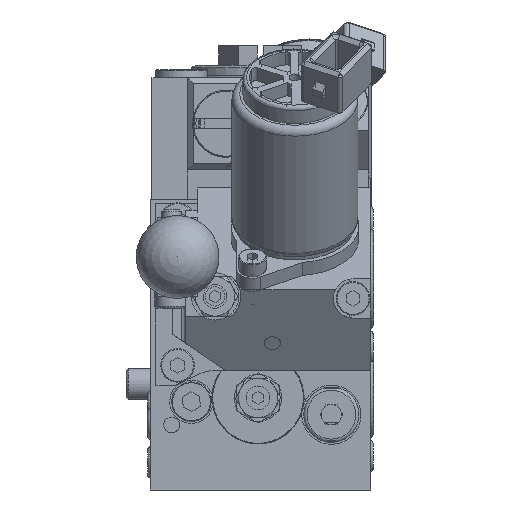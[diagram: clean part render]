
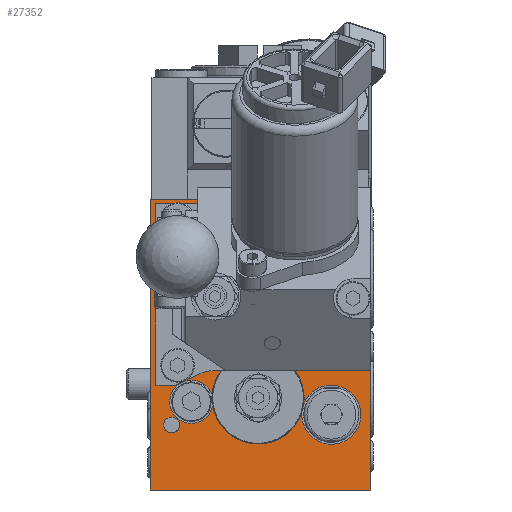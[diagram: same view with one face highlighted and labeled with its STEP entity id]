
A CAD part, front view. The second image highlights one B-rep face of the part: STEP entity #27352.
In plain terms, the highlighted planar face has unit normal (0, -1, 0).
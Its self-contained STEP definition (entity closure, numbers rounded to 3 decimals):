
#2038=LINE('',#48325,#4221);
#2056=LINE('',#48384,#4239);
#2057=LINE('',#48386,#4240);
#2058=LINE('',#48389,#4241);
#2059=LINE('',#48391,#4242);
#2060=LINE('',#48393,#4243);
#2061=LINE('',#48402,#4244);
#2062=LINE('',#48406,#4245);
#2063=LINE('',#48408,#4246);
#2064=LINE('',#48412,#4247);
#2065=LINE('',#48414,#4248);
#2066=LINE('',#48415,#4249);
#2067=LINE('',#48419,#4250);
#2068=LINE('',#48421,#4251);
#2069=LINE('',#48425,#4252);
#2070=LINE('',#48427,#4253);
#4221=VECTOR('',#39999,1000.);
#4239=VECTOR('',#40037,1000.);
#4240=VECTOR('',#40040,1000.);
#4241=VECTOR('',#40041,1000.);
#4242=VECTOR('',#40042,1000.);
#4243=VECTOR('',#40043,1000.);
#4244=VECTOR('',#40052,1000.);
#4245=VECTOR('',#40055,1000.);
#4246=VECTOR('',#40056,1000.);
#4247=VECTOR('',#40059,1000.);
#4248=VECTOR('',#40060,1000.);
#4249=VECTOR('',#40061,1000.);
#4250=VECTOR('',#40064,1000.);
#4251=VECTOR('',#40065,1000.);
#4252=VECTOR('',#40068,1000.);
#4253=VECTOR('',#40069,1000.);
#6431=ORIENTED_EDGE('',*,*,#13934,.T.);
#6432=ORIENTED_EDGE('',*,*,#13935,.T.);
#6433=ORIENTED_EDGE('',*,*,#13936,.T.);
#6434=ORIENTED_EDGE('',*,*,#13937,.T.);
#6435=ORIENTED_EDGE('',*,*,#13938,.T.);
#6436=ORIENTED_EDGE('',*,*,#13939,.T.);
#6437=ORIENTED_EDGE('',*,*,#13940,.T.);
#6438=ORIENTED_EDGE('',*,*,#13941,.T.);
#6439=ORIENTED_EDGE('',*,*,#13933,.F.);
#6440=ORIENTED_EDGE('',*,*,#13942,.T.);
#6441=ORIENTED_EDGE('',*,*,#13943,.T.);
#6442=ORIENTED_EDGE('',*,*,#13944,.T.);
#6443=ORIENTED_EDGE('',*,*,#13945,.T.);
#6444=ORIENTED_EDGE('',*,*,#13946,.T.);
#6445=ORIENTED_EDGE('',*,*,#13947,.T.);
#6446=ORIENTED_EDGE('',*,*,#13948,.T.);
#6447=ORIENTED_EDGE('',*,*,#13909,.F.);
#6448=ORIENTED_EDGE('',*,*,#13949,.T.);
#6449=ORIENTED_EDGE('',*,*,#13950,.T.);
#6450=ORIENTED_EDGE('',*,*,#13951,.T.);
#6451=ORIENTED_EDGE('',*,*,#13952,.T.);
#6452=ORIENTED_EDGE('',*,*,#13953,.T.);
#6453=ORIENTED_EDGE('',*,*,#13954,.T.);
#6454=ORIENTED_EDGE('',*,*,#13955,.T.);
#6455=ORIENTED_EDGE('',*,*,#13956,.T.);
#6456=ORIENTED_EDGE('',*,*,#13957,.T.);
#6457=ORIENTED_EDGE('',*,*,#13958,.T.);
#6458=ORIENTED_EDGE('',*,*,#13959,.T.);
#6459=ORIENTED_EDGE('',*,*,#13960,.T.);
#13909=EDGE_CURVE('',#17661,#17662,#2038,.T.);
#13933=EDGE_CURVE('',#17683,#17679,#2056,.T.);
#13934=EDGE_CURVE('',#17684,#17685,#2057,.T.);
#13935=EDGE_CURVE('',#17685,#17686,#2058,.T.);
#13936=EDGE_CURVE('',#17686,#17687,#2059,.T.);
#13937=EDGE_CURVE('',#17687,#17684,#2060,.T.);
#13938=EDGE_CURVE('',#17688,#17688,#20335,.T.);
#13939=EDGE_CURVE('',#17689,#17689,#20336,.T.);
#13940=EDGE_CURVE('',#17690,#17690,#20337,.T.);
#13941=EDGE_CURVE('',#17691,#17691,#20338,.T.);
#13942=EDGE_CURVE('',#17683,#17692,#2061,.T.);
#13943=EDGE_CURVE('',#17692,#17693,#20339,.F.);
#13944=EDGE_CURVE('',#17693,#17694,#2062,.T.);
#13945=EDGE_CURVE('',#17694,#17695,#2063,.T.);
#13946=EDGE_CURVE('',#17695,#17696,#20340,.F.);
#13947=EDGE_CURVE('',#17696,#17697,#2064,.T.);
#13948=EDGE_CURVE('',#17697,#17662,#2065,.T.);
#13949=EDGE_CURVE('',#17661,#17698,#2066,.T.);
#13950=EDGE_CURVE('',#17698,#17699,#20341,.T.);
#13951=EDGE_CURVE('',#17699,#17700,#2067,.T.);
#13952=EDGE_CURVE('',#17700,#17701,#2068,.T.);
#13953=EDGE_CURVE('',#17701,#17702,#20342,.T.);
#13954=EDGE_CURVE('',#17702,#17703,#2069,.T.);
#13955=EDGE_CURVE('',#17703,#17704,#2070,.T.);
#13956=EDGE_CURVE('',#17704,#17705,#20343,.T.);
#13957=EDGE_CURVE('',#17705,#17706,#20344,.T.);
#13958=EDGE_CURVE('',#17706,#17707,#20345,.T.);
#13959=EDGE_CURVE('',#17707,#17708,#20346,.T.);
#13960=EDGE_CURVE('',#17708,#17679,#20347,.T.);
#17661=VERTEX_POINT('',#48324);
#17662=VERTEX_POINT('',#48326);
#17679=VERTEX_POINT('',#48375);
#17683=VERTEX_POINT('',#48383);
#17684=VERTEX_POINT('',#48387);
#17685=VERTEX_POINT('',#48388);
#17686=VERTEX_POINT('',#48390);
#17687=VERTEX_POINT('',#48392);
#17688=VERTEX_POINT('',#48395);
#17689=VERTEX_POINT('',#48397);
#17690=VERTEX_POINT('',#48399);
#17691=VERTEX_POINT('',#48401);
#17692=VERTEX_POINT('',#48403);
#17693=VERTEX_POINT('',#48405);
#17694=VERTEX_POINT('',#48407);
#17695=VERTEX_POINT('',#48409);
#17696=VERTEX_POINT('',#48411);
#17697=VERTEX_POINT('',#48413);
#17698=VERTEX_POINT('',#48416);
#17699=VERTEX_POINT('',#48418);
#17700=VERTEX_POINT('',#48420);
#17701=VERTEX_POINT('',#48422);
#17702=VERTEX_POINT('',#48424);
#17703=VERTEX_POINT('',#48426);
#17704=VERTEX_POINT('',#48428);
#17705=VERTEX_POINT('',#48430);
#17706=VERTEX_POINT('',#48432);
#17707=VERTEX_POINT('',#48434);
#17708=VERTEX_POINT('',#48436);
#20335=CIRCLE('',#36934,2.067);
#20336=CIRCLE('',#36935,2.067);
#20337=CIRCLE('',#36936,2.);
#20338=CIRCLE('',#36937,2.);
#20339=CIRCLE('',#36938,9.5);
#20340=CIRCLE('',#36939,9.5);
#20341=CIRCLE('',#36940,2.);
#20342=CIRCLE('',#36941,2.067);
#20343=CIRCLE('',#36942,11.7);
#20344=CIRCLE('',#36943,7.5);
#20345=CIRCLE('',#36944,11.7);
#20346=CIRCLE('',#36945,5.5);
#20347=CIRCLE('',#36946,11.7);
#21404=EDGE_LOOP('',(#6431,#6432,#6433,#6434));
#21405=EDGE_LOOP('',(#6435));
#21406=EDGE_LOOP('',(#6436));
#21407=EDGE_LOOP('',(#6437));
#21408=EDGE_LOOP('',(#6438));
#21409=EDGE_LOOP('',(#6439,#6440,#6441,#6442,#6443,#6444,#6445,#6446,#6447,
#6448,#6449,#6450,#6451,#6452,#6453,#6454,#6455,#6456,#6457,#6458,#6459));
#23858=FACE_BOUND('',#21404,.T.);
#23859=FACE_BOUND('',#21405,.T.);
#23860=FACE_BOUND('',#21406,.T.);
#23861=FACE_BOUND('',#21407,.T.);
#23862=FACE_BOUND('',#21408,.T.);
#23863=FACE_BOUND('',#21409,.T.);
#26320=PLANE('',#36933);
#27352=ADVANCED_FACE('',(#23858,#23859,#23860,#23861,#23862,#23863),#26320,
 .T.);
#36933=AXIS2_PLACEMENT_3D('',#48385,#40038,#40039);
#36934=AXIS2_PLACEMENT_3D('',#48394,#40044,#40045);
#36935=AXIS2_PLACEMENT_3D('',#48396,#40046,#40047);
#36936=AXIS2_PLACEMENT_3D('',#48398,#40048,#40049);
#36937=AXIS2_PLACEMENT_3D('',#48400,#40050,#40051);
#36938=AXIS2_PLACEMENT_3D('',#48404,#40053,#40054);
#36939=AXIS2_PLACEMENT_3D('',#48410,#40057,#40058);
#36940=AXIS2_PLACEMENT_3D('',#48417,#40062,#40063);
#36941=AXIS2_PLACEMENT_3D('',#48423,#40066,#40067);
#36942=AXIS2_PLACEMENT_3D('',#48429,#40070,#40071);
#36943=AXIS2_PLACEMENT_3D('',#48431,#40072,#40073);
#36944=AXIS2_PLACEMENT_3D('',#48433,#40074,#40075);
#36945=AXIS2_PLACEMENT_3D('',#48435,#40076,#40077);
#36946=AXIS2_PLACEMENT_3D('',#48437,#40078,#40079);
#39999=DIRECTION('',(0.,0.,-1.));
#40037=DIRECTION('',(0.,0.,-1.));
#40038=DIRECTION('',(0.,-1.,0.));
#40039=DIRECTION('',(0.,0.,-1.));
#40040=DIRECTION('',(0.,0.,-1.));
#40041=DIRECTION('',(1.,0.,0.));
#40042=DIRECTION('',(0.,0.,1.));
#40043=DIRECTION('',(-1.,0.,0.));
#40044=DIRECTION('',(0.,1.,0.));
#40045=DIRECTION('',(0.,0.,-1.));
#40046=DIRECTION('',(0.,1.,0.));
#40047=DIRECTION('',(0.,0.,-1.));
#40048=DIRECTION('',(0.,1.,0.));
#40049=DIRECTION('',(0.,0.,-1.));
#40050=DIRECTION('',(0.,1.,0.));
#40051=DIRECTION('',(0.,0.,-1.));
#40052=DIRECTION('',(-1.,0.,0.));
#40053=DIRECTION('',(0.,-1.,0.));
#40054=DIRECTION('',(0.,0.,-1.));
#40055=DIRECTION('',(-1.,0.,0.));
#40056=DIRECTION('',(0.,0.,1.));
#40057=DIRECTION('',(0.,-1.,0.));
#40058=DIRECTION('',(0.,0.,-1.));
#40059=DIRECTION('',(0.,0.,1.));
#40060=DIRECTION('',(1.,0.,0.));
#40061=DIRECTION('',(1.,0.,0.));
#40062=DIRECTION('',(0.,1.,0.));
#40063=DIRECTION('',(0.,0.,-1.));
#40064=DIRECTION('',(1.,0.,0.));
#40065=DIRECTION('',(0.,0.,-1.));
#40066=DIRECTION('',(0.,1.,0.));
#40067=DIRECTION('',(0.,0.,-1.));
#40068=DIRECTION('',(0.,0.,-1.));
#40069=DIRECTION('',(-1.,0.,0.));
#40070=DIRECTION('',(0.,1.,0.));
#40071=DIRECTION('',(0.,0.,-1.));
#40072=DIRECTION('',(0.,1.,0.));
#40073=DIRECTION('',(0.,0.,-1.));
#40074=DIRECTION('',(0.,1.,0.));
#40075=DIRECTION('',(0.,0.,-1.));
#40076=DIRECTION('',(0.,1.,0.));
#40077=DIRECTION('',(0.,0.,-1.));
#40078=DIRECTION('',(0.,1.,0.));
#40079=DIRECTION('',(0.,0.,-1.));
#48324=CARTESIAN_POINT('',(-1.584,-68.,32.883));
#48325=CARTESIAN_POINT('',(-1.584,-68.,0.));
#48326=CARTESIAN_POINT('',(-1.584,-68.,27.365));
#48375=CARTESIAN_POINT('',(-1.584,-68.,-1.791));
#48383=CARTESIAN_POINT('',(-1.584,-68.,4.728));
#48384=CARTESIAN_POINT('',(-1.584,-68.,0.));
#48385=CARTESIAN_POINT('',(0.,-68.,0.));
#48386=CARTESIAN_POINT('',(-28.,-68.,36.8));
#48387=CARTESIAN_POINT('',(-28.,-68.,36.8));
#48388=CARTESIAN_POINT('',(-28.,-68.,-36.8));
#48389=CARTESIAN_POINT('',(-28.,-68.,-36.8));
#48390=CARTESIAN_POINT('',(28.,-68.,-36.8));
#48391=CARTESIAN_POINT('',(28.,-68.,-36.8));
#48392=CARTESIAN_POINT('',(28.,-68.,36.8));
#48393=CARTESIAN_POINT('',(28.,-68.,36.8));
#48394=CARTESIAN_POINT('',(-21.,-68.,31.8));
#48395=CARTESIAN_POINT('',(-21.,-68.,29.733));
#48396=CARTESIAN_POINT('',(-21.,-68.,-5.2));
#48397=CARTESIAN_POINT('',(-21.,-68.,-7.267));
#48398=CARTESIAN_POINT('',(-23.3,-68.,0.3));
#48399=CARTESIAN_POINT('',(-23.3,-68.,-1.7));
#48400=CARTESIAN_POINT('',(-22.5,-68.,-20.3));
#48401=CARTESIAN_POINT('',(-22.5,-68.,-22.3));
#48402=CARTESIAN_POINT('',(0.,-68.,4.728));
#48403=CARTESIAN_POINT('',(-4.064,-68.,4.728));
#48404=CARTESIAN_POINT('',(-9.8,-68.,12.3));
#48405=CARTESIAN_POINT('',(-15.536,-68.,4.728));
#48406=CARTESIAN_POINT('',(0.,-68.,4.728));
#48407=CARTESIAN_POINT('',(-16.,-68.,4.728));
#48408=CARTESIAN_POINT('',(-16.,-68.,0.));
#48409=CARTESIAN_POINT('',(-16.,-68.,5.102));
#48410=CARTESIAN_POINT('',(-9.8,-68.,12.3));
#48411=CARTESIAN_POINT('',(-16.,-68.,19.498));
#48412=CARTESIAN_POINT('',(-16.,-68.,0.));
#48413=CARTESIAN_POINT('',(-16.,-68.,27.365));
#48414=CARTESIAN_POINT('',(0.,-68.,27.365));
#48415=CARTESIAN_POINT('',(0.,-68.,32.883));
#48416=CARTESIAN_POINT('',(9.819,-68.,32.883));
#48417=CARTESIAN_POINT('',(11.5,-68.,31.8));
#48418=CARTESIAN_POINT('',(13.181,-68.,32.883));
#48419=CARTESIAN_POINT('',(0.,-68.,32.883));
#48420=CARTESIAN_POINT('',(22.5,-68.,32.883));
#48421=CARTESIAN_POINT('',(22.5,-68.,0.));
#48422=CARTESIAN_POINT('',(22.5,-68.,13.609));
#48423=CARTESIAN_POINT('',(23.5,-68.,11.8));
#48424=CARTESIAN_POINT('',(22.5,-68.,9.991));
#48425=CARTESIAN_POINT('',(22.5,-68.,0.));
#48426=CARTESIAN_POINT('',(22.5,-68.,-4.066));
#48427=CARTESIAN_POINT('',(0.,-68.,-4.066));
#48428=CARTESIAN_POINT('',(6.388,-68.,-4.066));
#48429=CARTESIAN_POINT('',(-0.6,-68.,-13.45));
#48430=CARTESIAN_POINT('',(10.994,-68.,-15.024));
#48431=CARTESIAN_POINT('',(18.,-68.,-17.7));
#48432=CARTESIAN_POINT('',(10.527,-68.,-17.067));
#48433=CARTESIAN_POINT('',(-0.6,-68.,-13.45));
#48434=CARTESIAN_POINT('',(-12.115,-68.,-15.52));
#48435=CARTESIAN_POINT('',(-17.5,-68.,-14.4));
#48436=CARTESIAN_POINT('',(-12.275,-68.,-12.683));
#48437=CARTESIAN_POINT('',(-0.6,-68.,-13.45));
